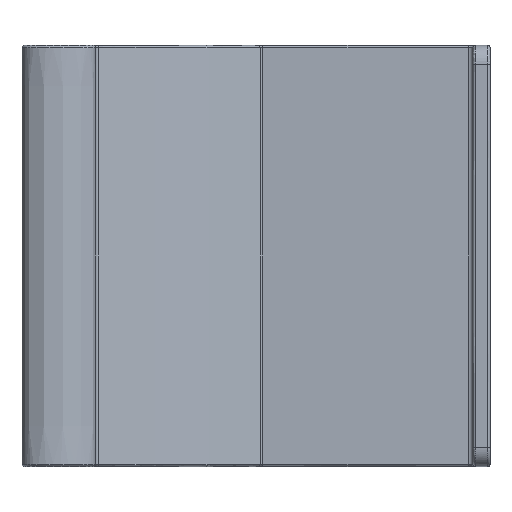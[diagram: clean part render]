
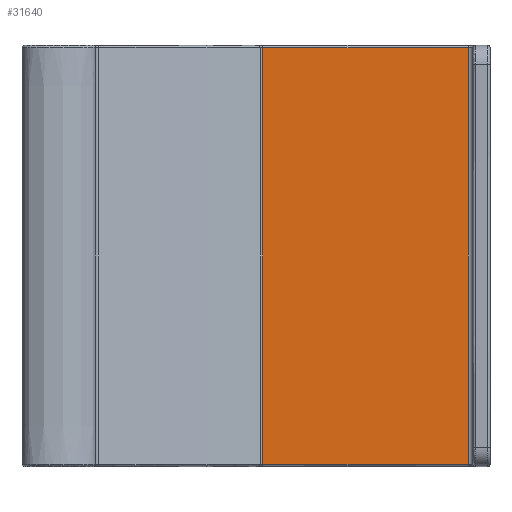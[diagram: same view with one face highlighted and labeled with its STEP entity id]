
A CAD part, front view. The second image highlights one B-rep face of the part: STEP entity #31640.
In plain terms, the highlighted planar face has unit normal (0, -1, 0).
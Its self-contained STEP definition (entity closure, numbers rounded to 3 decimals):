
#11160=CARTESIAN_POINT('',(-2.3,-1.8,22.25));
#11170=VERTEX_POINT('',#11160);
#11200=CARTESIAN_POINT('',(0.,-1.8,22.25));
#11210=DIRECTION('',(1.,0.,0.));
#11220=VECTOR('',#11210,1.);
#11230=LINE('',#11200,#11220);
#11240=CARTESIAN_POINT('',(-24.287,-1.8,22.25));
#11250=VERTEX_POINT('',#11240);
#11260=EDGE_CURVE('',#11250,#11170,#11230,.T.);
#31340=CARTESIAN_POINT('',(-1.8,-1.8,0.));
#31350=DIRECTION('',(0.,-1.,0.));
#31360=DIRECTION('',(-1.,0.,0.));
#31370=AXIS2_PLACEMENT_3D('',#31340,#31350,#31360);
#31380=PLANE('',#31370);
#31390=CARTESIAN_POINT('',(0.,-1.8,-22.25));
#31400=DIRECTION('',(1.,0.,0.));
#31410=VECTOR('',#31400,1.);
#31420=LINE('',#31390,#31410);
#31430=CARTESIAN_POINT('',(-24.287,-1.8,-22.25));
#31440=VERTEX_POINT('',#31430);
#31450=CARTESIAN_POINT('',(-2.3,-1.8,-22.25));
#31460=VERTEX_POINT('',#31450);
#31470=EDGE_CURVE('',#31440,#31460,#31420,.T.);
#31480=ORIENTED_EDGE('',*,*,#31470,.T.);
#31490=CARTESIAN_POINT('',(-24.287,-1.8,0.));
#31500=DIRECTION('',(0.,0.,-1.));
#31510=VECTOR('',#31500,1.);
#31520=LINE('',#31490,#31510);
#31530=EDGE_CURVE('',#11250,#31440,#31520,.T.);
#31540=ORIENTED_EDGE('',*,*,#31530,.T.);
#31550=ORIENTED_EDGE('',*,*,#11260,.F.);
#31560=CARTESIAN_POINT('',(-2.3,-1.8,0.));
#31570=DIRECTION('',(0.,0.,-1.));
#31580=VECTOR('',#31570,1.);
#31590=LINE('',#31560,#31580);
#31600=EDGE_CURVE('',#11170,#31460,#31590,.T.);
#31610=ORIENTED_EDGE('',*,*,#31600,.F.);
#31620=EDGE_LOOP('',(#31610,#31550,#31540,#31480));
#31630=FACE_OUTER_BOUND('',#31620,.T.);
#31640=ADVANCED_FACE('',(#31630),#31380,.T.);
